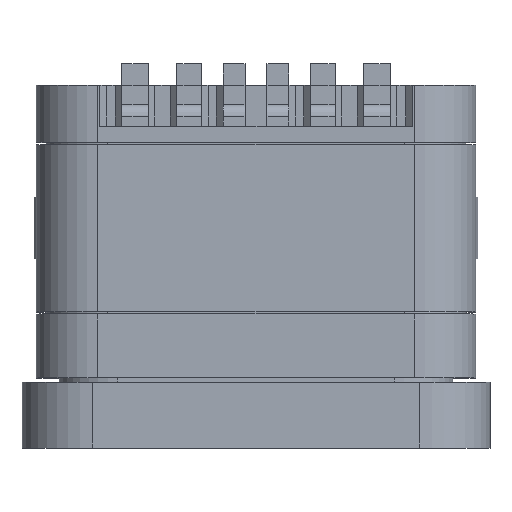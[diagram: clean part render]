
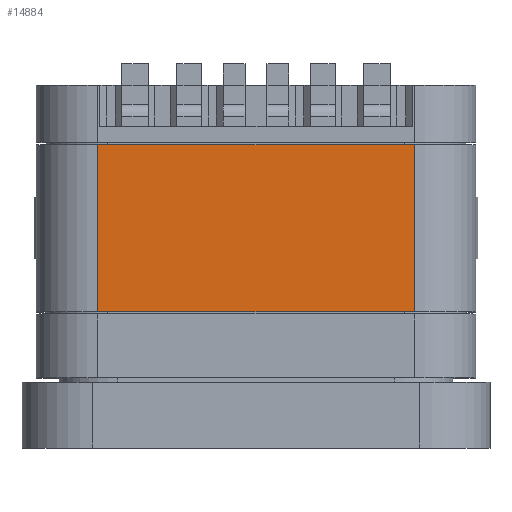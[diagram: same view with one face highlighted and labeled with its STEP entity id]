
A CAD part, top view. The second image highlights one B-rep face of the part: STEP entity #14884.
In plain terms, the highlighted planar face has unit normal (0, 0, 1).
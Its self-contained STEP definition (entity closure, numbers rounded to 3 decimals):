
#3490=DIRECTION('',(1.,0.,0.));
#3491=VECTOR('',#3490,7.19);
#3492=CARTESIAN_POINT('',(-3.595,-1.475,2.88));
#3493=LINE('',#3492,#3491);
#3494=DIRECTION('',(-1.,0.,0.));
#3495=VECTOR('',#3494,7.19);
#3496=CARTESIAN_POINT('',(3.595,2.325,2.88));
#3497=LINE('',#3496,#3495);
#3502=DIRECTION('',(0.,1.,0.));
#3503=VECTOR('',#3502,3.8);
#3504=CARTESIAN_POINT('',(-3.595,-1.475,2.88));
#3505=LINE('',#3504,#3503);
#3506=DIRECTION('',(0.,-1.,0.));
#3507=VECTOR('',#3506,3.8);
#3508=CARTESIAN_POINT('',(3.595,2.325,2.88));
#3509=LINE('',#3508,#3507);
#8138=CARTESIAN_POINT('',(-3.595,-1.475,2.88));
#8139=CARTESIAN_POINT('',(3.595,-1.475,2.88));
#8140=VERTEX_POINT('',#8138);
#8141=VERTEX_POINT('',#8139);
#8142=CARTESIAN_POINT('',(3.595,2.325,2.88));
#8143=VERTEX_POINT('',#8142);
#8144=CARTESIAN_POINT('',(-3.595,2.325,2.88));
#8145=VERTEX_POINT('',#8144);
#14871=CARTESIAN_POINT('',(-3.739,-1.551,2.88));
#14872=DIRECTION('',(0.,0.,1.));
#14873=DIRECTION('',(1.,0.,0.));
#14874=AXIS2_PLACEMENT_3D('',#14871,#14872,#14873);
#14875=PLANE('',#14874);
#14876=ORIENTED_EDGE('',*,*,#14844,.F.);
#14878=ORIENTED_EDGE('',*,*,#14877,.T.);
#14879=ORIENTED_EDGE('',*,*,#14583,.F.);
#14881=ORIENTED_EDGE('',*,*,#14880,.T.);
#14882=EDGE_LOOP('',(#14876,#14878,#14879,#14881));
#14883=FACE_OUTER_BOUND('',#14882,.F.);
#14884=ADVANCED_FACE('',(#14883),#14875,.T.);
#14583=EDGE_CURVE('',#8143,#8145,#3497,.T.);
#14844=EDGE_CURVE('',#8140,#8141,#3493,.T.);
#14877=EDGE_CURVE('',#8140,#8145,#3505,.T.);
#14880=EDGE_CURVE('',#8143,#8141,#3509,.T.);
